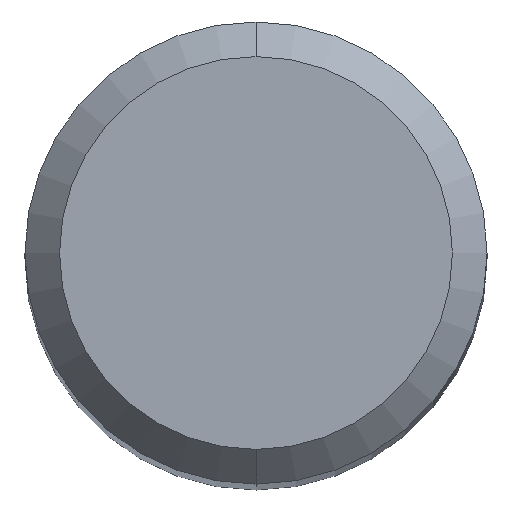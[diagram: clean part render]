
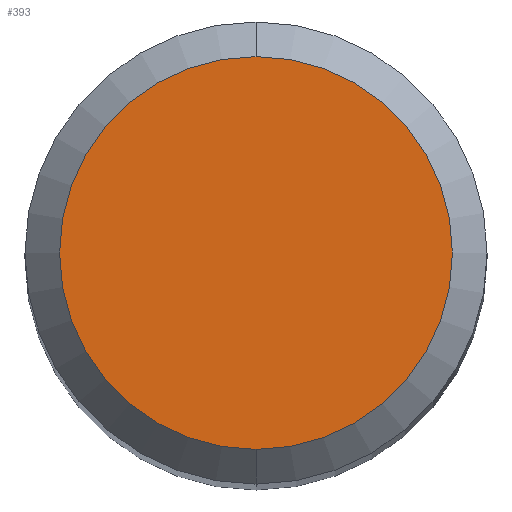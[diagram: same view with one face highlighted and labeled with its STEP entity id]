
A CAD part, top view. The second image highlights one B-rep face of the part: STEP entity #393.
In plain terms, the highlighted planar face has unit normal (0, 0, 1).
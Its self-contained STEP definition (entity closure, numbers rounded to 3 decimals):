
#273=VERTEX_POINT('',#590);
#291=EDGE_CURVE('',#333,#273,#608,.T.);
#333=VERTEX_POINT('',#657);
#381=EDGE_CURVE('',#273,#333,#707,.T.);
#393=ADVANCED_FACE('',(#720),#721,.T.);
#590=CARTESIAN_POINT('',(0.0,1.7,0.0));
#608=CIRCLE('',#1049,1.7);
#657=CARTESIAN_POINT('',(0.,-1.7,0.0));
#707=CIRCLE('',#1273,1.7);
#720=FACE_OUTER_BOUND('',#1293,.T.);
#721=PLANE('',#1294);
#1049=AXIS2_PLACEMENT_3D('',#1577,#1578,#1579);
#1273=AXIS2_PLACEMENT_3D('',#1694,#1695,#1696);
#1293=EDGE_LOOP('',(#1709,#1710));
#1294=AXIS2_PLACEMENT_3D('',#1711,#1712,#1713);
#1577=CARTESIAN_POINT('',(0.0,0.0,0.0));
#1578=DIRECTION('',(0.0,0.0,-1.0));
#1579=DIRECTION('',(0.0,1.0,0.0));
#1694=CARTESIAN_POINT('',(0.0,0.0,0.0));
#1695=DIRECTION('',(0.0,0.0,-1.0));
#1696=DIRECTION('',(0.0,1.0,0.0));
#1709=ORIENTED_EDGE('',*,*,#381,.F.);
#1710=ORIENTED_EDGE('',*,*,#291,.F.);
#1711=CARTESIAN_POINT('',(0.0,0.85,0.0));
#1712=DIRECTION('',(-0.0,0.0,1.0));
#1713=DIRECTION('',(0.0,-1.0,0.0));
